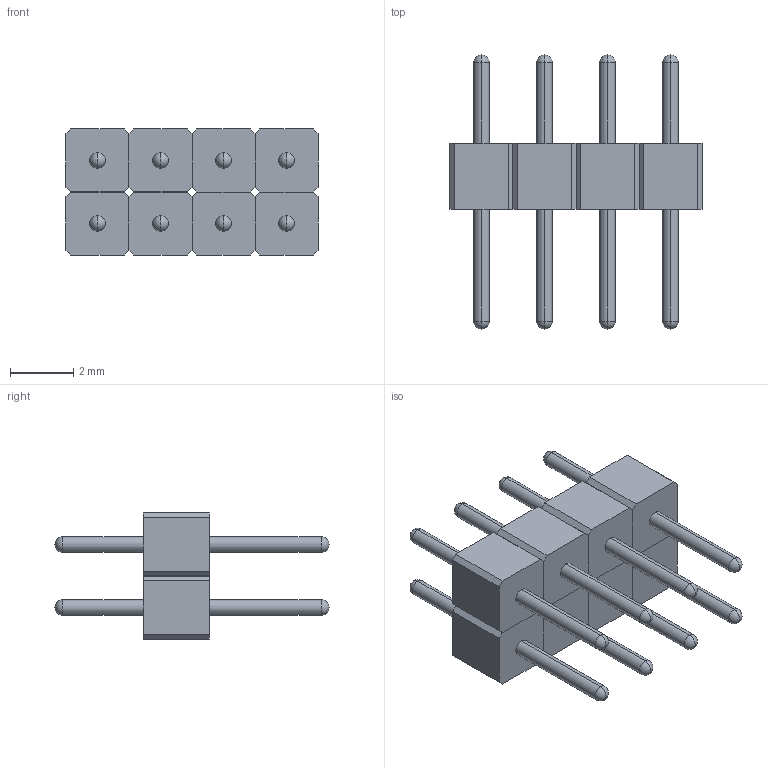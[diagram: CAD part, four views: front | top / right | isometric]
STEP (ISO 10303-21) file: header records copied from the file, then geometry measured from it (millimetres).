
FILE_DESCRIPTION (( 'STEP AP214' ), '1' );
FILE_NAME ('PLD 2-8 R.STEP', '2020-06-25T09:11:03', ( '' ), ( '' ), 'SwSTEP 2.0', 'SolidWorks 2018', '' );
FILE_SCHEMA (( 'AUTOMOTIVE_DESIGN' ));
Length unit declared in the file: millimetre
Products named in the file (1): PLD 2-8 R
Bounding box: 8 x 8.7 x 4 mm (x, y, z)
Volume: 76.5 mm3; surface area: 277.9 mm2
Topology: 24 solids, 24 shells, 160 faces, 384 edges, 240 vertices
Faces by surface type: plane 96, sphere 32, cylinder 32
Entity records: 5143 total; most frequent: DIRECTION 738, CARTESIAN_POINT 689, ORIENTED_EDGE 640, EDGE_CURVE 320, AXIS2_PLACEMENT_3D 257, LINE 224, VECTOR 224, VERTEX_POINT 208
